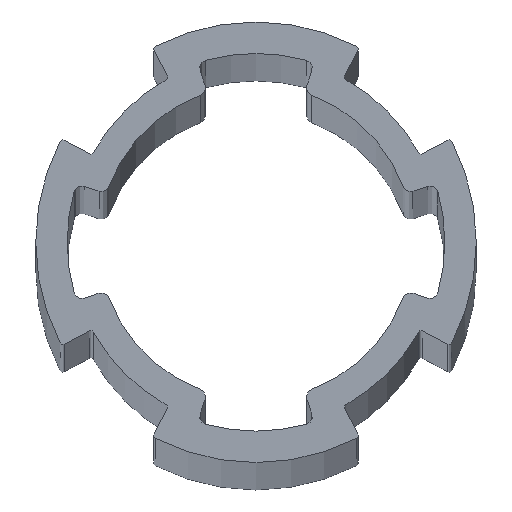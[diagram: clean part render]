
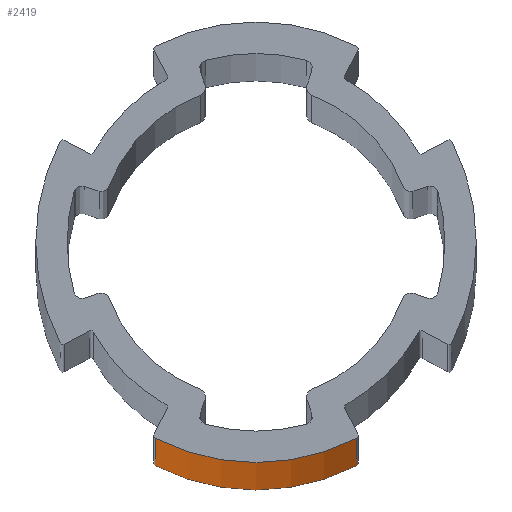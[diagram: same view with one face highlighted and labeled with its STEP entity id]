
A CAD part, top view. The second image highlights one B-rep face of the part: STEP entity #2419.
In plain terms, the highlighted cylindrical face has radius 14 mm (diameter 28 mm), a partial arc.
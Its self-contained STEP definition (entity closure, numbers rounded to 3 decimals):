
#391=CARTESIAN_POINT('',(0.,0.,-500.));
#392=DIRECTION('',(0.,0.,1.));
#393=DIRECTION('',(-0.457,-0.89,0.));
#394=AXIS2_PLACEMENT_3D('',#391,#392,#393);
#925=CARTESIAN_POINT('',(0.,0.,500.));
#926=DIRECTION('',(0.,0.,1.));
#927=DIRECTION('',(-0.457,-0.89,0.));
#928=AXIS2_PLACEMENT_3D('',#925,#926,#927);
#1169=DIRECTION('',(0.,0.,-1.));
#1170=VECTOR('',#1169,1000.);
#1171=CARTESIAN_POINT('',(-6.393,-12.455,500.));
#1172=LINE('',#1171,#1170);
#1176=DIRECTION('',(0.,0.,1.));
#1177=VECTOR('',#1176,1000.);
#1178=CARTESIAN_POINT('',(6.393,-12.455,-500.));
#1179=LINE('',#1178,#1177);
#1841=CARTESIAN_POINT('',(-6.393,-12.455,-500.));
#1843=VERTEX_POINT('',#1841);
#1847=CARTESIAN_POINT('',(-6.393,-12.455,500.));
#1848=VERTEX_POINT('',#1847);
#1857=CARTESIAN_POINT('',(6.393,-12.455,500.));
#1859=VERTEX_POINT('',#1857);
#1863=CARTESIAN_POINT('',(6.393,-12.455,-500.));
#1864=VERTEX_POINT('',#1863);
#2406=CARTESIAN_POINT('',(0.,0.,-500.));
#2407=DIRECTION('',(0.,0.,1.));
#2408=DIRECTION('',(1.,0.,0.));
#2409=AXIS2_PLACEMENT_3D('',#2406,#2407,#2408);
#2410=CYLINDRICAL_SURFACE('',#2409,14.);
#2412=ORIENTED_EDGE('',*,*,#2411,.F.);
#2413=ORIENTED_EDGE('',*,*,#2306,.T.);
#2415=ORIENTED_EDGE('',*,*,#2414,.F.);
#2416=ORIENTED_EDGE('',*,*,#2048,.F.);
#2417=EDGE_LOOP('',(#2412,#2413,#2415,#2416));
#2418=FACE_OUTER_BOUND('',#2417,.F.);
#395=CIRCLE('',#394,14.);
#929=CIRCLE('',#928,14.);
#2048=EDGE_CURVE('',#1843,#1864,#395,.T.);
#2306=EDGE_CURVE('',#1848,#1859,#929,.T.);
#2411=EDGE_CURVE('',#1848,#1843,#1172,.T.);
#2414=EDGE_CURVE('',#1864,#1859,#1179,.T.);
#2419=ADVANCED_FACE('',(#2418),#2410,.T.);
